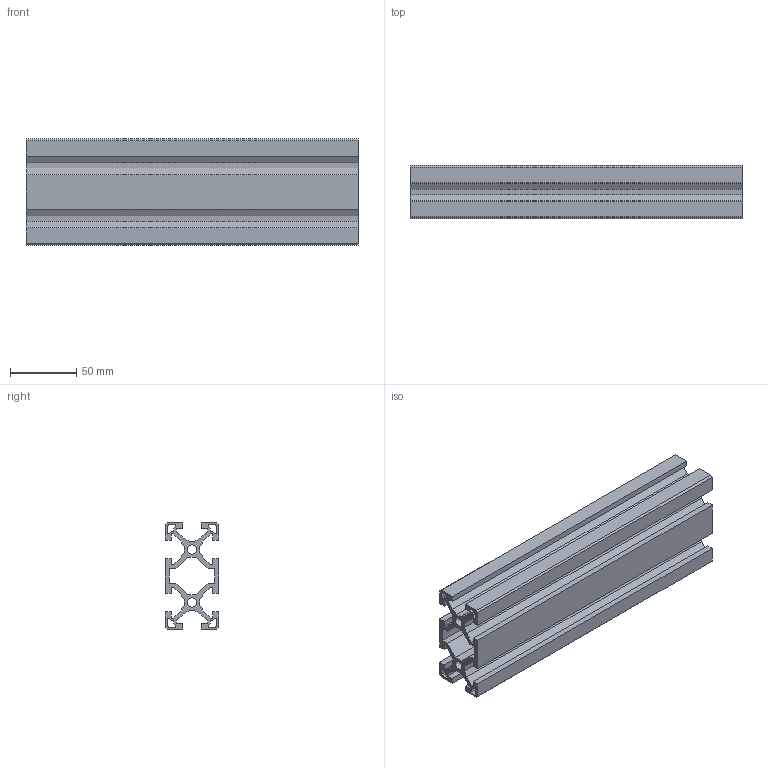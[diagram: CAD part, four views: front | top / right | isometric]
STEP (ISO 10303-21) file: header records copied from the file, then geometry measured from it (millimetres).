
FILE_DESCRIPTION(/* description */ ('STEP AP214'),/* implementation_level */ '2;1');
FILE_NAME(/* name */ 'Robotunits Profil 40 x 80 - PIL 4080 SNN 0250',/* time_stamp */ '2025-03-14T12:05:20+01:00',/* author */ ('License CC BY-ND 4.0'),/* organization */ ('CADENAS'),/* preprocessor_version */ 'ST-DEVELOPER v19.3',/* originating_system */ 'PARTsolutions',/* authorisation */ ' ');
FILE_SCHEMA (('AUTOMOTIVE_DESIGN {1 0 10303 214 3 1 1}'));
Length unit declared in the file: millimetre
Products named in the file (1): Robotunits Profil 40 x 80 - PIL 4080 SNN 0250
Bounding box: 250 x 40 x 80 mm (x, y, z)
Volume: 258941.5 mm3; surface area: 176341.1 mm2
Topology: 1 solids, 1 shells, 144 faces, 426 edges, 284 vertices
Faces by surface type: plane 126, cylinder 18
Full cylindrical faces by diameter (mm): 7 x2
Entity records: 4794 total; most frequent: CARTESIAN_POINT 853, ORIENTED_EDGE 848, DIRECTION 750, EDGE_CURVE 424, LINE 388, VECTOR 388, VERTEX_POINT 284, AXIS2_PLACEMENT_3D 181
